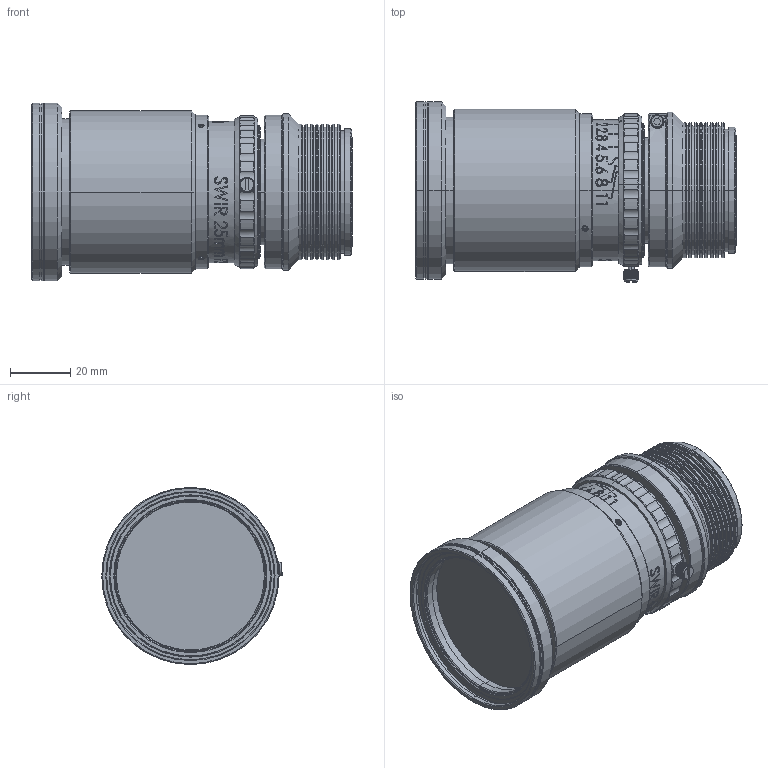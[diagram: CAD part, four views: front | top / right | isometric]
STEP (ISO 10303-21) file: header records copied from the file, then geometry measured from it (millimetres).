
FILE_DESCRIPTION (( 'STEP AP203' ), '1' );
FILE_NAME ('2520S 3D.STEP', '2024-01-25T10:34:57', ( '' ), ( '' ), 'SwSTEP 2.0', 'SolidWorks 2018', '' );
FILE_SCHEMA (( 'CONFIG_CONTROL_DESIGN' ));
Length unit declared in the file: millimetre
Products named in the file (12): 惕踡遠; 階佪; ヶ噩芠; M42諉諳; 嫖戲覃誹遠 - 侂馨; 覦趼遠; 翋噩芠; 薦嫖え諉諳; 嫖擊坶踡隊_V1(1); M2.5x12_杯头杯头直径实测4.45; 2520S 3D; M2.5粟銅菜え
Assembly tree (13 placements, depth 2):
  2520S 3D
    M42諉諳
    惕踡遠
    ヶ噩芠
    嫖戲覃誹遠 - 侂馨
    翋噩芠
    M2.5x12_杯头杯头直径实测4.45
    M2.5粟銅菜え
    嫖擊坶踡隊_V1(1)
    薦嫖え諉諳
    覦趼遠
    階佪  x3
Bounding box: 106.55 x 60.07 x 59 mm (x, y, z)
Volume: 194873.8 mm3; surface area: 70293.6 mm2
Topology: 13 solids, 13 shells, 1390 faces, 3287 edges, 2032 vertices
Faces by surface type: plane 435, cone 377, cylinder 367, bspline 211
Entity records: 69280 total; most frequent: CARTESIAN_POINT 38353, ORIENTED_EDGE 6490, DIRECTION 5614, EDGE_CURVE 3245, AXIS2_PLACEMENT_3D 2357, VERTEX_POINT 2008, EDGE_LOOP 1499, ADVANCED_FACE 1368
